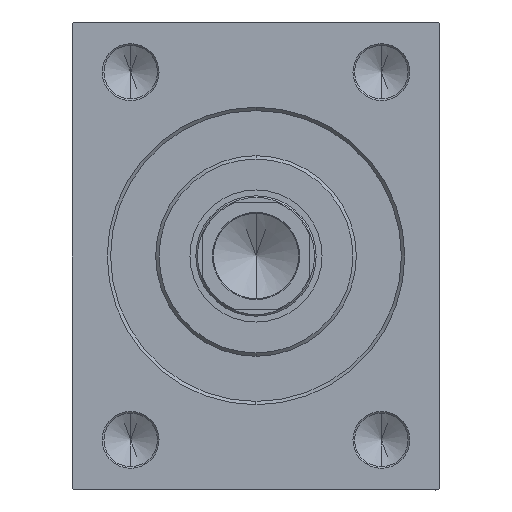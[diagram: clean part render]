
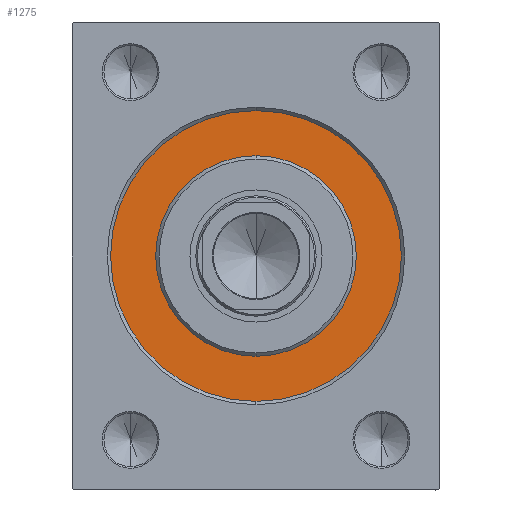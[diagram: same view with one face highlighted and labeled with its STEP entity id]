
A CAD part, left-side view. The second image highlights one B-rep face of the part: STEP entity #1275.
In plain terms, the highlighted face is planar.
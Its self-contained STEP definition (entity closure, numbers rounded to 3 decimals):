
#1275 = ADVANCED_FACE ( 'NONE', ( #17046, #9336 ), #16823, .F. ) ;
#2125 = VERTEX_POINT ( 'NONE', #18303 ) ;
#2872 = CIRCLE ( 'NONE', #27541, 43.5 ) ;
#3172 = VERTEX_POINT ( 'NONE', #27127 ) ;
#3394 = DIRECTION ( 'NONE',  ( -1., 0., 0. ) ) ;
#3553 = CARTESIAN_POINT ( 'NONE',  ( 0., 0., 0. ) ) ;
#6656 = VERTEX_POINT ( 'NONE', #17088 ) ;
#7825 = ORIENTED_EDGE ( 'NONE', *, *, #23838, .F. ) ;
#8120 = ORIENTED_EDGE ( 'NONE', *, *, #22546, .F. ) ;
#8662 = ORIENTED_EDGE ( 'NONE', *, *, #27213, .F. ) ;
#9336 = FACE_OUTER_BOUND ( 'NONE', #15438, .T. ) ;
#10443 = CARTESIAN_POINT ( 'NONE',  ( 0., 0., 0. ) ) ;
#10925 = EDGE_LOOP ( 'NONE', ( #8120, #24509 ) ) ;
#12077 = CIRCLE ( 'NONE', #34575, 30. ) ;
#12516 = DIRECTION ( 'NONE',  ( 0., 0., 1. ) ) ;
#12816 = DIRECTION ( 'NONE',  ( 0., 0., -1. ) ) ;
#13405 = CARTESIAN_POINT ( 'NONE',  ( 0., 0., 0. ) ) ;
#15129 = CIRCLE ( 'NONE', #36195, 43.5 ) ;
#15438 = EDGE_LOOP ( 'NONE', ( #7825, #8662 ) ) ;
#16823 = PLANE ( 'NONE',  #23353 ) ;
#17046 = FACE_BOUND ( 'NONE', #10925, .T. ) ;
#17088 = CARTESIAN_POINT ( 'NONE',  ( 0., 0., -30. ) ) ;
#17733 = EDGE_CURVE ( 'NONE', #6656, #3172, #12077, .T. ) ;
#18303 = CARTESIAN_POINT ( 'NONE',  ( 0., 0., -43.5 ) ) ;
#20325 = DIRECTION ( 'NONE',  ( 1., 0., 0. ) ) ;
#21484 = DIRECTION ( 'NONE',  ( 1., 0., 0. ) ) ;
#22546 = EDGE_CURVE ( 'NONE', #3172, #6656, #31098, .T. ) ;
#23353 = AXIS2_PLACEMENT_3D ( 'NONE', #13405, #30681, #12516 ) ;
#23838 = EDGE_CURVE ( 'NONE', #2125, #40239, #15129, .T. ) ;
#24236 = DIRECTION ( 'NONE',  ( -1., 0., 0. ) ) ;
#24509 = ORIENTED_EDGE ( 'NONE', *, *, #17733, .F. ) ;
#27127 = CARTESIAN_POINT ( 'NONE',  ( 0., 0., 30. ) ) ;
#27213 = EDGE_CURVE ( 'NONE', #40239, #2125, #2872, .T. ) ;
#27252 = DIRECTION ( 'NONE',  ( 0., 0., 1. ) ) ;
#27541 = AXIS2_PLACEMENT_3D ( 'NONE', #3553, #24236, #34918 ) ;
#30497 = CARTESIAN_POINT ( 'NONE',  ( 0., 0., 43.5 ) ) ;
#30681 = DIRECTION ( 'NONE',  ( -1., 0., 0. ) ) ;
#31098 = CIRCLE ( 'NONE', #36163, 30. ) ;
#34575 = AXIS2_PLACEMENT_3D ( 'NONE', #38993, #21484, #38766 ) ;
#34918 = DIRECTION ( 'NONE',  ( 0., 0., 1. ) ) ;
#36163 = AXIS2_PLACEMENT_3D ( 'NONE', #41245, #20325, #12816 ) ;
#36195 = AXIS2_PLACEMENT_3D ( 'NONE', #10443, #3394, #27252 ) ;
#38766 = DIRECTION ( 'NONE',  ( 0., 0., -1. ) ) ;
#38993 = CARTESIAN_POINT ( 'NONE',  ( 0., 0., 0. ) ) ;
#40239 = VERTEX_POINT ( 'NONE', #30497 ) ;
#41245 = CARTESIAN_POINT ( 'NONE',  ( 0., 0., 0. ) ) ;
